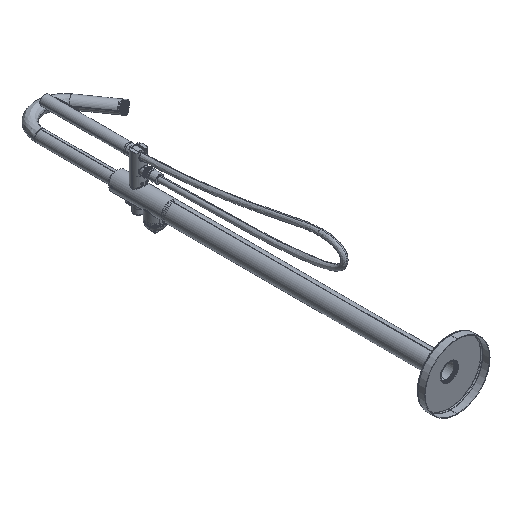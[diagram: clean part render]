
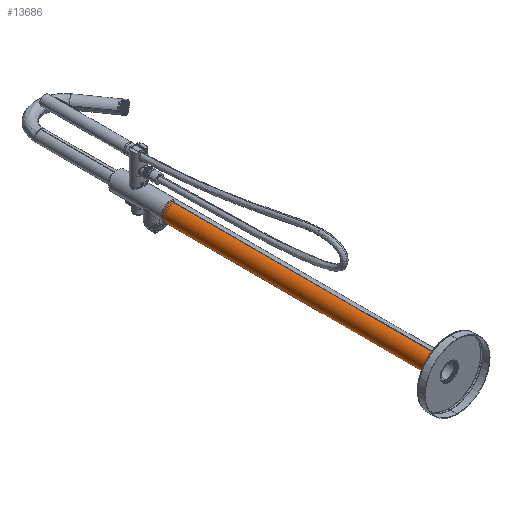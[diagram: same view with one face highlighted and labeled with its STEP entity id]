
A CAD part, isometric view. The second image highlights one B-rep face of the part: STEP entity #13686.
In plain terms, the highlighted cylindrical face has radius 22.5 mm (diameter 45 mm), a partial arc.
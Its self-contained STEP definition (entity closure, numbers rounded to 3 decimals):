
#1273 = CARTESIAN_POINT ( 'NONE',  ( 0., 0., -22.5 ) ) ;
#6825 = VECTOR ( 'NONE', #70149, 1000. ) ;
#8770 = FACE_OUTER_BOUND ( 'NONE', #32277, .T. ) ;
#10363 = ORIENTED_EDGE ( 'NONE', *, *, #29132, .F. ) ;
#11290 = VECTOR ( 'NONE', #55276, 1000. ) ;
#13521 = CARTESIAN_POINT ( 'NONE',  ( 0., 0., 22.5 ) ) ;
#13686 = ADVANCED_FACE ( 'NONE', ( #8770 ), #38906, .T. ) ;
#14432 = LINE ( 'NONE', #24759, #6825 ) ;
#20640 = CIRCLE ( 'NONE', #38008, 22.5 ) ;
#22972 = DIRECTION ( 'NONE',  ( 0., 1., 0. ) ) ;
#24565 = DIRECTION ( 'NONE',  ( 0., 0., 1. ) ) ;
#24759 = CARTESIAN_POINT ( 'NONE',  ( 0., 690., -22.5 ) ) ;
#26616 = LINE ( 'NONE', #86836, #11290 ) ;
#26703 = VERTEX_POINT ( 'NONE', #13521 ) ;
#29132 = EDGE_CURVE ( 'NONE', #83549, #26703, #26616, .T. ) ;
#29884 = DIRECTION ( 'NONE',  ( 0., 0., 1. ) ) ;
#32277 = EDGE_LOOP ( 'NONE', ( #75275, #59775, #65133, #10363 ) ) ;
#33020 = CARTESIAN_POINT ( 'NONE',  ( 0., 684., 22.5 ) ) ;
#34268 = DIRECTION ( 'NONE',  ( 0., 0., -1. ) ) ;
#38008 = AXIS2_PLACEMENT_3D ( 'NONE', #75763, #48592, #34268 ) ;
#38906 = CYLINDRICAL_SURFACE ( 'NONE', #97026, 22.5 ) ;
#40359 = EDGE_CURVE ( 'NONE', #73316, #26703, #84527, .T. ) ;
#48592 = DIRECTION ( 'NONE',  ( 0., 1., 0. ) ) ;
#53732 = DIRECTION ( 'NONE',  ( 0., -1., 0. ) ) ;
#55276 = DIRECTION ( 'NONE',  ( 0., -1., 0. ) ) ;
#59775 = ORIENTED_EDGE ( 'NONE', *, *, #89141, .T. ) ;
#65133 = ORIENTED_EDGE ( 'NONE', *, *, #40359, .T. ) ;
#69016 = CARTESIAN_POINT ( 'NONE',  ( 0., 690., 0. ) ) ;
#70149 = DIRECTION ( 'NONE',  ( 0., -1., 0. ) ) ;
#73316 = VERTEX_POINT ( 'NONE', #1273 ) ;
#75275 = ORIENTED_EDGE ( 'NONE', *, *, #97400, .F. ) ;
#75763 = CARTESIAN_POINT ( 'NONE',  ( 0., 684., 0. ) ) ;
#82310 = VERTEX_POINT ( 'NONE', #97378 ) ;
#83549 = VERTEX_POINT ( 'NONE', #33020 ) ;
#84527 = CIRCLE ( 'NONE', #93775, 22.5 ) ;
#86836 = CARTESIAN_POINT ( 'NONE',  ( 0., 690., 22.5 ) ) ;
#89141 = EDGE_CURVE ( 'NONE', #82310, #73316, #14432, .T. ) ;
#90632 = CARTESIAN_POINT ( 'NONE',  ( 0., 0., 0. ) ) ;
#93775 = AXIS2_PLACEMENT_3D ( 'NONE', #90632, #22972, #29884 ) ;
#97026 = AXIS2_PLACEMENT_3D ( 'NONE', #69016, #53732, #24565 ) ;
#97378 = CARTESIAN_POINT ( 'NONE',  ( 0., 684., -22.5 ) ) ;
#97400 = EDGE_CURVE ( 'NONE', #82310, #83549, #20640, .T. ) ;
